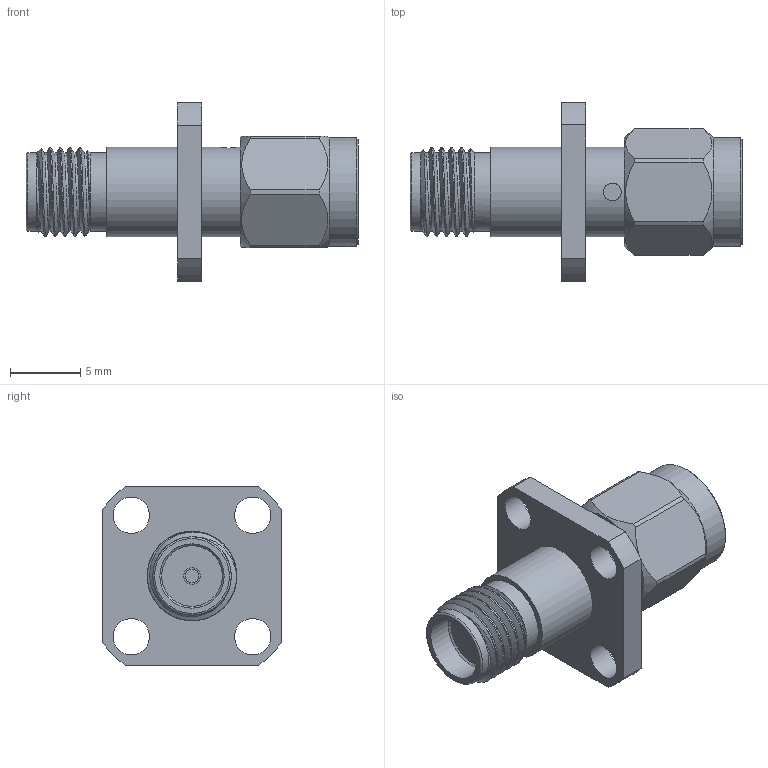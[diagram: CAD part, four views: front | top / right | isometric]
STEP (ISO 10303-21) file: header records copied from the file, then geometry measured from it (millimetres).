
FILE_DESCRIPTION (( 'STEP AP203' ), '1' );
FILE_NAME ('PE91453.step', '2020-04-27T14:57:33', ( '' ), ( '' ), 'SwSTEP 2.0', 'SolidWorks 2018', '' );
FILE_SCHEMA (( 'CONFIG_CONTROL_DESIGN' ));
Length unit declared in the file: inch
Products named in the file (1): PE91453
Bounding box: 23.62 x 12.7 x 12.7 mm (x, y, z)
Volume: 930.3 mm3; surface area: 1198.6 mm2
Topology: 1 solids, 2 shells, 77 faces, 194 edges, 133 vertices
Faces by surface type: cylinder 35, plane 26, cone 8, bspline 7, torus 1
Full cylindrical faces by diameter (mm): 0.94 x2, 1.194 x2, 1.27 x1, 2.591 x4, 2.887 x1, 4.445 x1, 4.572 x1, 5.582 x2, 6.35 x6, 6.381 x2, 7.762 x1
Entity records: 5271 total; most frequent: CARTESIAN_POINT 3672, ORIENTED_EDGE 306, DIRECTION 280, EDGE_CURVE 153, AXIS2_PLACEMENT_3D 126, VERTEX_POINT 123, EDGE_LOOP 116, FACE_OUTER_BOUND 91
